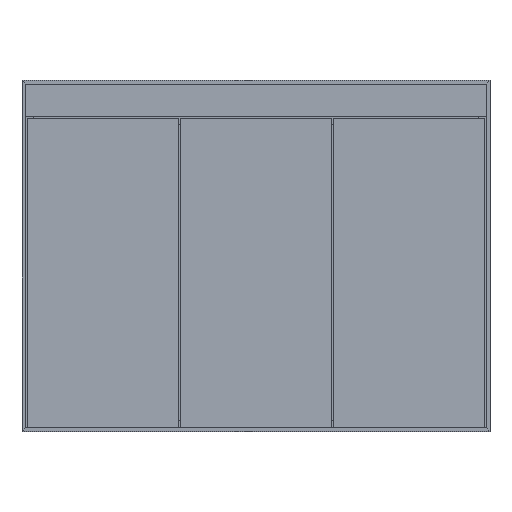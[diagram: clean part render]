
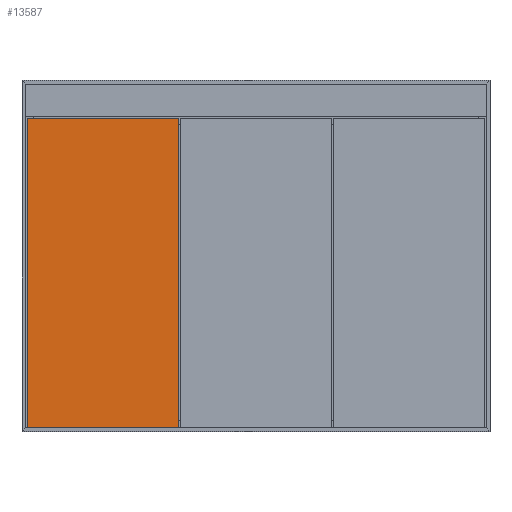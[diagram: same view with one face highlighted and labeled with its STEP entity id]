
A CAD part, top view. The second image highlights one B-rep face of the part: STEP entity #13587.
In plain terms, the highlighted planar face has unit normal (0, 0, 1).
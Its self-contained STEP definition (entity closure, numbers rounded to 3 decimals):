
#102 = EDGE_CURVE ( 'NONE', #8794, #5771, #15957, .T. ) ;
#126 = VERTEX_POINT ( 'NONE', #11738 ) ;
#711 = ORIENTED_EDGE ( 'NONE', *, *, #7585, .T. ) ;
#1193 = ORIENTED_EDGE ( 'NONE', *, *, #102, .T. ) ;
#1665 = ORIENTED_EDGE ( 'NONE', *, *, #12302, .T. ) ;
#2089 = DIRECTION ( 'NONE',  ( 1., 0., 0. ) ) ;
#2601 = VECTOR ( 'NONE', #10034, 1000. ) ;
#3035 = VECTOR ( 'NONE', #10312, 1000. ) ;
#3066 = CARTESIAN_POINT ( 'NONE',  ( 11., 669., 0. ) ) ;
#3317 = DIRECTION ( 'NONE',  ( 0., 1., 0. ) ) ;
#3505 = PLANE ( 'NONE',  #17239 ) ;
#4271 = CARTESIAN_POINT ( 'NONE',  ( 11., 669., 0. ) ) ;
#4285 = VECTOR ( 'NONE', #3317, 1000. ) ;
#4559 = CARTESIAN_POINT ( 'NONE',  ( 11., 8., 0. ) ) ;
#4645 = VERTEX_POINT ( 'NONE', #13875 ) ;
#5212 = CARTESIAN_POINT ( 'NONE',  ( 11., 669., 0. ) ) ;
#5771 = VERTEX_POINT ( 'NONE', #10383 ) ;
#7585 = EDGE_CURVE ( 'NONE', #5771, #126, #17441, .T. ) ;
#8794 = VERTEX_POINT ( 'NONE', #5212 ) ;
#8821 = DIRECTION ( 'NONE',  ( 0., -1., 0. ) ) ;
#9263 = CARTESIAN_POINT ( 'NONE',  ( 0., 0., 0. ) ) ;
#10034 = DIRECTION ( 'NONE',  ( -1., 0., 0. ) ) ;
#10312 = DIRECTION ( 'NONE',  ( 1., 0., 0. ) ) ;
#10383 = CARTESIAN_POINT ( 'NONE',  ( 11., 8., 0. ) ) ;
#10482 = LINE ( 'NONE', #16199, #4285 ) ;
#11738 = CARTESIAN_POINT ( 'NONE',  ( 335.003, 8., 0. ) ) ;
#12285 = EDGE_LOOP ( 'NONE', ( #1193, #711, #1665, #16346 ) ) ;
#12302 = EDGE_CURVE ( 'NONE', #126, #4645, #10482, .T. ) ;
#13587 = ADVANCED_FACE ( 'NONE', ( #16389 ), #3505, .T. ) ;
#13875 = CARTESIAN_POINT ( 'NONE',  ( 335.003, 669., 0. ) ) ;
#14959 = DIRECTION ( 'NONE',  ( 0., 0., 1. ) ) ;
#15957 = LINE ( 'NONE', #3066, #16515 ) ;
#16199 = CARTESIAN_POINT ( 'NONE',  ( 335.003, 669., 0. ) ) ;
#16346 = ORIENTED_EDGE ( 'NONE', *, *, #17009, .T. ) ;
#16389 = FACE_OUTER_BOUND ( 'NONE', #12285, .T. ) ;
#16515 = VECTOR ( 'NONE', #8821, 1000. ) ;
#17009 = EDGE_CURVE ( 'NONE', #4645, #8794, #17164, .T. ) ;
#17164 = LINE ( 'NONE', #4271, #2601 ) ;
#17239 = AXIS2_PLACEMENT_3D ( 'NONE', #9263, #14959, #2089 ) ;
#17441 = LINE ( 'NONE', #4559, #3035 ) ;
